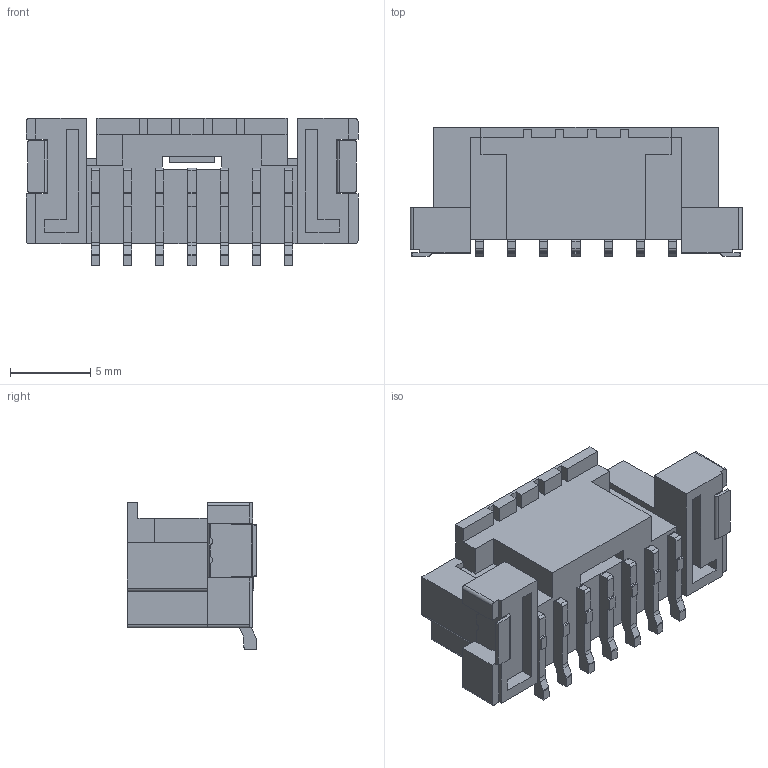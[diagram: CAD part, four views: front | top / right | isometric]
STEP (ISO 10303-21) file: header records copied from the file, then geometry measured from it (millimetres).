
FILE_DESCRIPTION((''),'2;1');
FILE_NAME('FWF20028-S07S25NAM_ASM','2025-10-13T',('工程三'),(''),'PRO/ENGINEER BY PARAMETRIC TECHNOLOGY CORPORATION, 2010280','PRO/ENGINEER BY PARAMETRIC TECHNOLOGY CORPORATION, 2010280','');
FILE_SCHEMA(('CONFIG_CONTROL_DESIGN'));
Length unit declared in the file: millimetre
Products named in the file (1): FWF20028-S07S25NAM_ASM
Bounding box: 20.63 x 8.06 x 9.16 mm (x, y, z)
Volume: 476.6 mm3; surface area: 1243.5 mm2
Topology: 1 solids, 1 shells, 588 faces, 1695 edges, 1113 vertices
Faces by surface type: plane 491, cylinder 83, extrusion 14
Entity records: 19412 total; most frequent: CARTESIAN_POINT 3875, ORIENTED_EDGE 3390, DIRECTION 2966, EDGE_CURVE 1695, VECTOR 1486, LINE 1472, VERTEX_POINT 1113, AXIS2_PLACEMENT_3D 740
